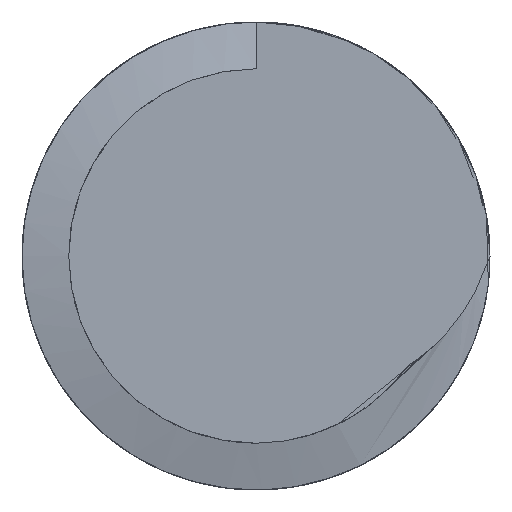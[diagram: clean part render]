
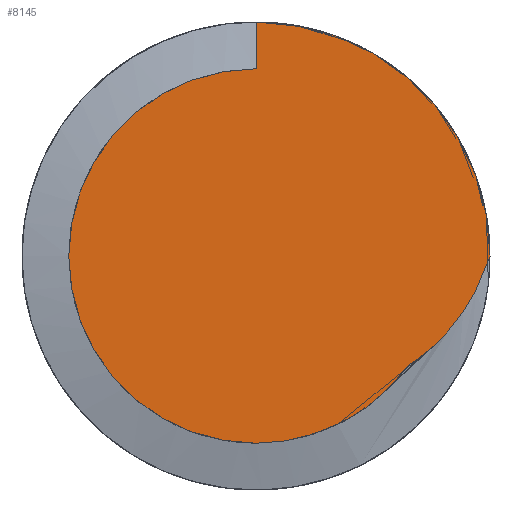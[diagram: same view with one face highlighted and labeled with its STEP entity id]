
A CAD part, front view. The second image highlights one B-rep face of the part: STEP entity #8145.
In plain terms, the highlighted planar face has unit normal (0, -1, 0).
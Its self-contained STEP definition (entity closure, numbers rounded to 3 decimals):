
#354 = DIRECTION ( 'NONE',  ( 0., 0., 1. ) ) ;
#1013 = CARTESIAN_POINT ( 'NONE',  ( 3.236, 0., -2.351 ) ) ;
#1894 = CARTESIAN_POINT ( 'NONE',  ( 0., 0., 5. ) ) ;
#2945 = CARTESIAN_POINT ( 'NONE',  ( 4.845, 0., -0.479 ) ) ;
#3064 = DIRECTION ( 'NONE',  ( 0., 0., -1. ) ) ;
#3342 = CARTESIAN_POINT ( 'NONE',  ( 0., 0., 5. ) ) ;
#3829 = DIRECTION ( 'NONE',  ( 0., 1., 0. ) ) ;
#3941 = CARTESIAN_POINT ( 'NONE',  ( 0., 0., -4. ) ) ;
#4750 = CARTESIAN_POINT ( 'NONE',  ( 0., 0., 0. ) ) ;
#4908 = CARTESIAN_POINT ( 'NONE',  ( 0., 0., 4. ) ) ;
#4913 = DIRECTION ( 'NONE',  ( 0., 1., 0. ) ) ;
#4972 = EDGE_CURVE ( 'NONE', #7942, #24691, #18164, .T. ) ;
#5424 = CARTESIAN_POINT ( 'NONE',  ( 5., 0., 0. ) ) ;
#5748 = AXIS2_PLACEMENT_3D ( 'NONE', #23704, #4913, #6966 ) ;
#5751 = DIRECTION ( 'NONE',  ( 0., 0., 1. ) ) ;
#6358 = CIRCLE ( 'NONE', #9866, 4. ) ;
#6628 = ORIENTED_EDGE ( 'NONE', *, *, #25602, .F. ) ;
#6966 = DIRECTION ( 'NONE',  ( 0., 0., 1. ) ) ;
#6974 = ORIENTED_EDGE ( 'NONE', *, *, #9190, .F. ) ;
#7942 = VERTEX_POINT ( 'NONE', #1894 ) ;
#7973 = EDGE_LOOP ( 'NONE', ( #22641, #6974, #14273, #20154, #6628 ) ) ;
#8145 = ADVANCED_FACE ( 'NONE', ( #18374 ), #10134, .F. ) ;
#9190 = EDGE_CURVE ( 'NONE', #17986, #20252, #11008, .T. ) ;
#9543 = DIRECTION ( 'NONE',  ( 0., 1., 0. ) ) ;
#9866 = AXIS2_PLACEMENT_3D ( 'NONE', #19842, #9543, #17915 ) ;
#10040 = EDGE_CURVE ( 'NONE', #20252, #21684, #6358, .T. ) ;
#10134 = PLANE ( 'NONE',  #24711 ) ;
#11008 = B_SPLINE_CURVE_WITH_KNOTS ( 'NONE', 3,
 ( #5424, #2945, #22289, #17632, #13653, #1013 ),
 .UNSPECIFIED., .F., .F.,
 ( 4, 2, 4 ),
 ( 0., 0.002, 0.003 ),
 .UNSPECIFIED. ) ;
#11876 = CARTESIAN_POINT ( 'NONE',  ( 5., 0., 0. ) ) ;
#13653 = CARTESIAN_POINT ( 'NONE',  ( 3.663, 0., -2.085 ) ) ;
#14273 = ORIENTED_EDGE ( 'NONE', *, *, #17962, .F. ) ;
#17632 = CARTESIAN_POINT ( 'NONE',  ( 4.024, 0., -1.743 ) ) ;
#17915 = DIRECTION ( 'NONE',  ( 0., 0., 1. ) ) ;
#17962 = EDGE_CURVE ( 'NONE', #7942, #17986, #21534, .T. ) ;
#17986 = VERTEX_POINT ( 'NONE', #11876 ) ;
#18164 = LINE ( 'NONE', #3342, #20377 ) ;
#18374 = FACE_OUTER_BOUND ( 'NONE', #7973, .T. ) ;
#19165 = DIRECTION ( 'NONE',  ( 0., 1., 0. ) ) ;
#19842 = CARTESIAN_POINT ( 'NONE',  ( 0., 0., 0. ) ) ;
#20154 = ORIENTED_EDGE ( 'NONE', *, *, #4972, .T. ) ;
#20252 = VERTEX_POINT ( 'NONE', #26338 ) ;
#20377 = VECTOR ( 'NONE', #3064, 1000. ) ;
#21534 = CIRCLE ( 'NONE', #25059, 5. ) ;
#21684 = VERTEX_POINT ( 'NONE', #3941 ) ;
#22289 = CARTESIAN_POINT ( 'NONE',  ( 4.616, 0., -0.93 ) ) ;
#22641 = ORIENTED_EDGE ( 'NONE', *, *, #10040, .F. ) ;
#23695 = CIRCLE ( 'NONE', #5748, 4. ) ;
#23704 = CARTESIAN_POINT ( 'NONE',  ( 0., 0., 0. ) ) ;
#24550 = CARTESIAN_POINT ( 'NONE',  ( 0., 0., 0. ) ) ;
#24691 = VERTEX_POINT ( 'NONE', #4908 ) ;
#24711 = AXIS2_PLACEMENT_3D ( 'NONE', #24550, #3829, #5751 ) ;
#25059 = AXIS2_PLACEMENT_3D ( 'NONE', #4750, #19165, #354 ) ;
#25602 = EDGE_CURVE ( 'NONE', #21684, #24691, #23695, .T. ) ;
#26338 = CARTESIAN_POINT ( 'NONE',  ( 3.236, 0., -2.351 ) ) ;
